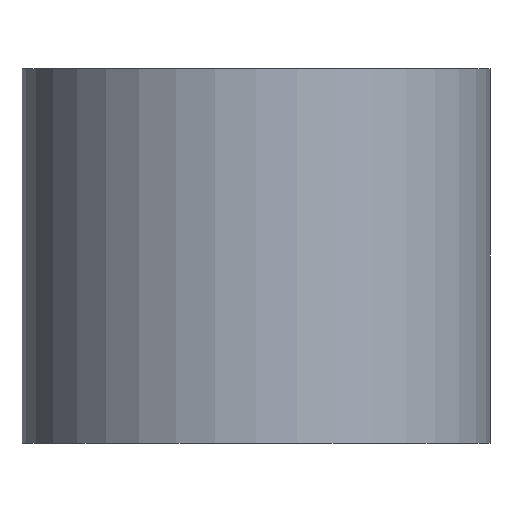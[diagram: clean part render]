
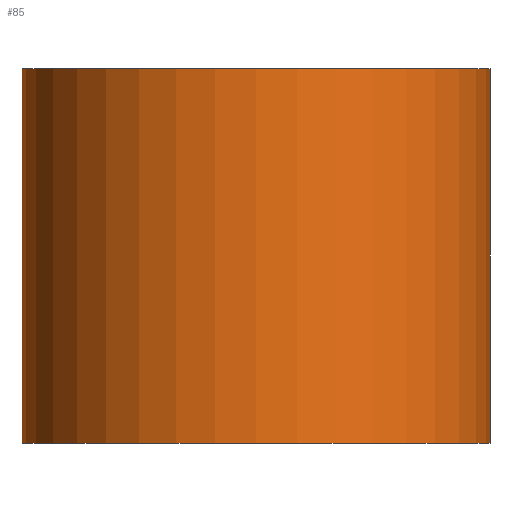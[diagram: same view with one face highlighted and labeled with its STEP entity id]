
A CAD part, front view. The second image highlights one B-rep face of the part: STEP entity #85.
In plain terms, the highlighted cylindrical face has radius 7.5 mm (diameter 15 mm), a full revolution.
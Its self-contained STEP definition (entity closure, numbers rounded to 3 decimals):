
#22=FACE_OUTER_BOUND('',#28,.T.);
#28=EDGE_LOOP('',(#67,#68,#69,#70));
#37=LINE('',#156,#40);
#40=VECTOR('',#129,7.5);
#44=CIRCLE('',#108,7.5);
#45=CIRCLE('',#109,7.5);
#50=VERTEX_POINT('',#153);
#51=VERTEX_POINT('',#155);
#57=EDGE_CURVE('',#50,#50,#44,.T.);
#58=EDGE_CURVE('',#50,#51,#37,.T.);
#59=EDGE_CURVE('',#51,#51,#45,.T.);
#67=ORIENTED_EDGE('',*,*,#57,.F.);
#68=ORIENTED_EDGE('',*,*,#58,.T.);
#69=ORIENTED_EDGE('',*,*,#59,.T.);
#70=ORIENTED_EDGE('',*,*,#58,.F.);
#82=CYLINDRICAL_SURFACE('',#107,7.5);
#85=ADVANCED_FACE('',(#22),#82,.T.);
#107=AXIS2_PLACEMENT_3D('',#152,#125,#126);
#108=AXIS2_PLACEMENT_3D('',#154,#127,#128);
#109=AXIS2_PLACEMENT_3D('',#157,#130,#131);
#125=DIRECTION('center_axis',(0.,0.,1.));
#126=DIRECTION('ref_axis',(1.,0.,0.));
#127=DIRECTION('center_axis',(0.,0.,1.));
#128=DIRECTION('ref_axis',(1.,0.,0.));
#129=DIRECTION('',(0.,0.,-1.));
#130=DIRECTION('center_axis',(0.,0.,1.));
#131=DIRECTION('ref_axis',(1.,0.,0.));
#152=CARTESIAN_POINT('Origin',(0.,0.,0.));
#153=CARTESIAN_POINT('',(-7.5,0.,12.));
#154=CARTESIAN_POINT('Origin',(0.,0.,12.));
#155=CARTESIAN_POINT('',(-7.5,0.,0.));
#156=CARTESIAN_POINT('',(-7.5,0.,0.));
#157=CARTESIAN_POINT('Origin',(0.,0.,0.));
